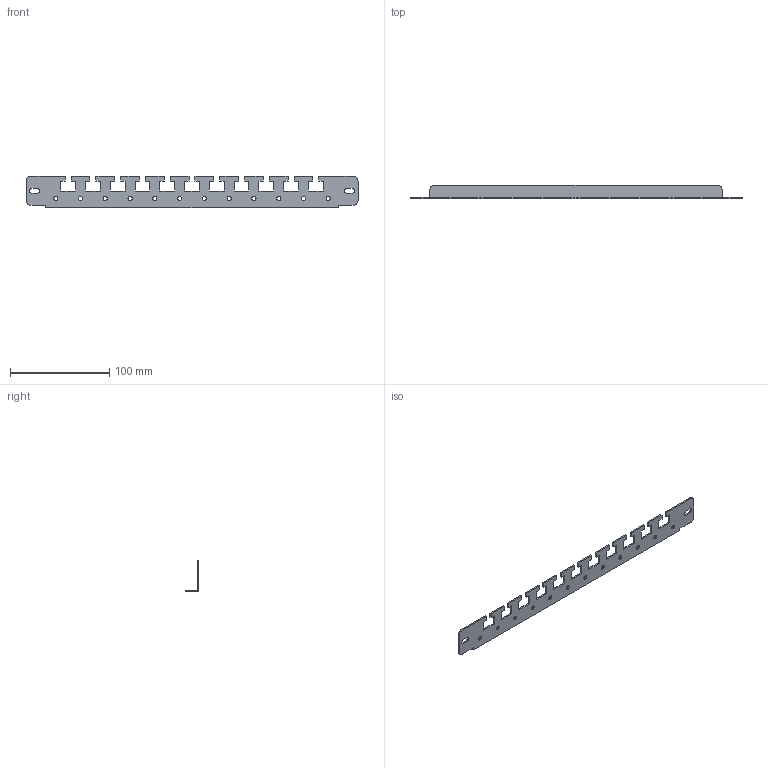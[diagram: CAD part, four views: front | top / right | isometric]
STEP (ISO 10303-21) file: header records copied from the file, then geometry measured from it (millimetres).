
FILE_DESCRIPTION (( 'STEP AP203' ), '1' );
FILE_NAME ('TI-00D-RTD-040 TITAN Ðåéêà äâåðè ïîïåðå÷íàÿ 400 (2øò. êîìïë) IEK.STEP', '2024-09-11T08:24:51', ( '' ), ( '' ), 'SwSTEP 2.0', 'SolidWorks 2022', '' );
FILE_SCHEMA (( 'CONFIG_CONTROL_DESIGN' ));
Length unit declared in the file: millimetre
Products named in the file (1): TI-00D-RTD-040 TITAN Рейка двери поперечная 400 (2шт. компл) IEK
Bounding box: 335 x 14 x 32 mm (x, y, z)
Volume: 18059.7 mm3; surface area: 26305.4 mm2
Topology: 1 solids, 1 shells, 126 faces, 372 edges, 248 vertices
Faces by surface type: plane 104, cylinder 22
Full cylindrical faces by diameter (mm): 4.2 x12
Entity records: 4233 total; most frequent: CARTESIAN_POINT 735, ORIENTED_EDGE 720, DIRECTION 658, EDGE_CURVE 360, VECTOR 316, LINE 316, VERTEX_POINT 248, AXIS2_PLACEMENT_3D 171
